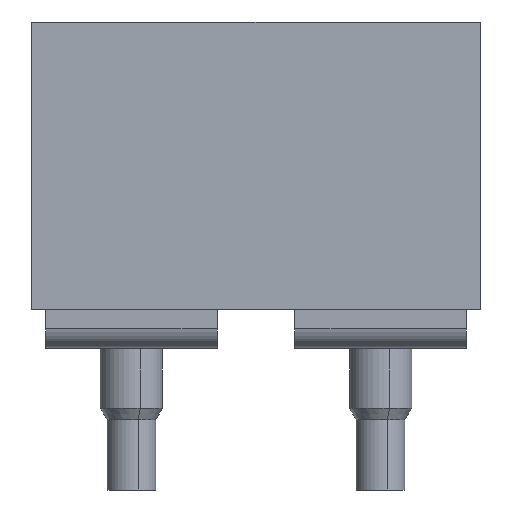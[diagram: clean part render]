
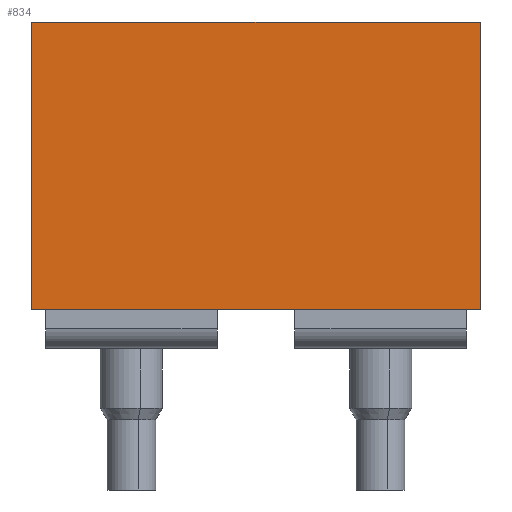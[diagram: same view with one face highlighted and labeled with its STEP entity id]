
A CAD part, front view. The second image highlights one B-rep face of the part: STEP entity #834.
In plain terms, the highlighted planar face has unit normal (0, -1, 0).
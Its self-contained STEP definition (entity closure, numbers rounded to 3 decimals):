
#810=AXIS2_PLACEMENT_3D('Plane Axis2P3D',#807,#808,#809) ;
#778=CARTESIAN_POINT('Vertex',(28.8,0.,30.05)) ;
#781=CARTESIAN_POINT('Line Origine',(28.8,0.,20.825)) ;
#785=CARTESIAN_POINT('Vertex',(28.8,0.,11.6)) ;
#807=CARTESIAN_POINT('Axis2P3D Location',(0.,0.,0.)) ;
#813=CARTESIAN_POINT('Control Point',(0.,0.,30.05)) ;
#814=CARTESIAN_POINT('Control Point',(28.8,0.,30.05)) ;
#815=CARTESIAN_POINT('Vertex',(0.,0.,30.05)) ;
#819=CARTESIAN_POINT('Control Point',(0.,0.,11.6)) ;
#820=CARTESIAN_POINT('Control Point',(0.,0.,30.05)) ;
#821=CARTESIAN_POINT('Vertex',(0.,0.,11.6)) ;
#825=CARTESIAN_POINT('Control Point',(28.8,0.,11.6)) ;
#826=CARTESIAN_POINT('Control Point',(0.,0.,11.6)) ;
#782=DIRECTION('Vector Direction',(0.,0.,-1.)) ;
#808=DIRECTION('Axis2P3D Direction',(0.,-1.,0.)) ;
#809=DIRECTION('Axis2P3D XDirection',(1.,0.,0.)) ;
#783=VECTOR('Line Direction',#782,1.) ;
#829=ORIENTED_EDGE('',*,*,#787,.F.) ;
#830=ORIENTED_EDGE('',*,*,#817,.T.) ;
#831=ORIENTED_EDGE('',*,*,#823,.T.) ;
#832=ORIENTED_EDGE('',*,*,#827,.T.) ;
#834=ADVANCED_FACE('ISTE_WQV35N-4.1\\ISTE_WQV35N/4',(#833),#811,.T.) ;
#812=B_SPLINE_CURVE_WITH_KNOTS('',1,(#813,#814),.UNSPECIFIED.,.F.,.U.,(2,2),(0.,28.8),.UNSPECIFIED.) ;
#818=B_SPLINE_CURVE_WITH_KNOTS('',1,(#819,#820),.UNSPECIFIED.,.F.,.U.,(2,2),(0.,18.45),.UNSPECIFIED.) ;
#824=B_SPLINE_CURVE_WITH_KNOTS('',1,(#825,#826),.UNSPECIFIED.,.F.,.U.,(2,2),(32.,60.8),.UNSPECIFIED.) ;
#787=EDGE_CURVE('',#779,#786,#784,.T.) ;
#817=EDGE_CURVE('',#779,#816,#812,.F.) ;
#823=EDGE_CURVE('',#816,#822,#818,.F.) ;
#827=EDGE_CURVE('',#822,#786,#824,.F.) ;
#828=EDGE_LOOP('',(#829,#830,#831,#832)) ;
#833=FACE_OUTER_BOUND('',#828,.T.) ;
#784=LINE('Line',#781,#783) ;
#811=PLANE('',#810) ;
#779=VERTEX_POINT('',#778) ;
#786=VERTEX_POINT('',#785) ;
#816=VERTEX_POINT('',#815) ;
#822=VERTEX_POINT('',#821) ;
